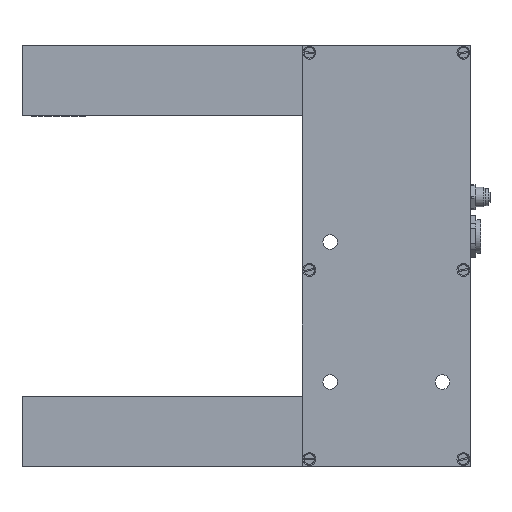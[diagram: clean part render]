
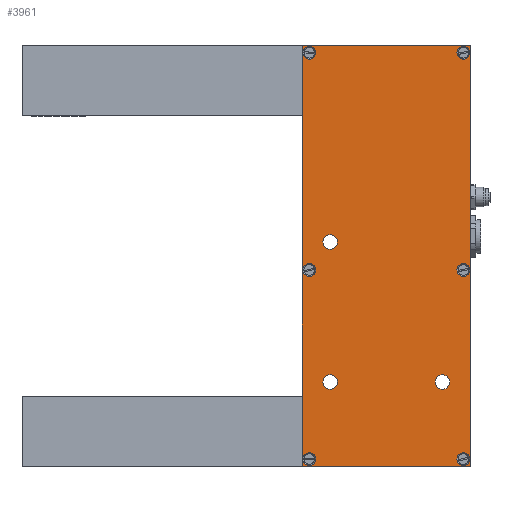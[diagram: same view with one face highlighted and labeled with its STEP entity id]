
A CAD part, top view. The second image highlights one B-rep face of the part: STEP entity #3961.
In plain terms, the highlighted planar face has unit normal (0, 0, 1).
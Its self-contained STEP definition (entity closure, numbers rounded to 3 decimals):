
#233=FACE_BOUND($,#1424,.T.);
#234=FACE_BOUND($,#1425,.T.);
#235=FACE_BOUND($,#1426,.T.);
#236=FACE_BOUND($,#1427,.T.);
#237=FACE_BOUND($,#1428,.T.);
#238=FACE_BOUND($,#1429,.T.);
#239=FACE_BOUND($,#1430,.T.);
#240=FACE_BOUND($,#1431,.T.);
#241=FACE_BOUND($,#1432,.T.);
#449=LINE($,#6835,#666);
#462=LINE($,#6877,#679);
#466=LINE($,#6936,#683);
#467=LINE($,#6937,#684);
#468=LINE($,#6938,#685);
#469=LINE($,#6939,#686);
#666=VECTOR($,#5514,25.);
#679=VECTOR($,#5567,25.);
#683=VECTOR($,#5645,150.);
#684=VECTOR($,#5646,60.);
#685=VECTOR($,#5647,100.);
#686=VECTOR($,#5648,60.);
#1027=FACE_OUTER_BOUND($,#1423,.T.);
#1423=EDGE_LOOP($,(#3485,#3486,#3487,#3488,#3489,#3490));
#1424=EDGE_LOOP($,(#3491));
#1425=EDGE_LOOP($,(#3492));
#1426=EDGE_LOOP($,(#3493));
#1427=EDGE_LOOP($,(#3494));
#1428=EDGE_LOOP($,(#3495));
#1429=EDGE_LOOP($,(#3496));
#1430=EDGE_LOOP($,(#3497));
#1431=EDGE_LOOP($,(#3498));
#1432=EDGE_LOOP($,(#3499));
#1691=CIRCLE($,#4453,2.6);
#1692=CIRCLE($,#4455,2.6);
#1693=CIRCLE($,#4457,2.6);
#1694=CIRCLE($,#4460,2.3);
#1695=CIRCLE($,#4461,2.3);
#1696=CIRCLE($,#4462,2.3);
#1697=CIRCLE($,#4463,2.3);
#1698=CIRCLE($,#4464,2.3);
#1699=CIRCLE($,#4465,2.3);
#2039=VERTEX_POINT($,#6824);
#2042=VERTEX_POINT($,#6834);
#2043=VERTEX_POINT($,#6838);
#2051=VERTEX_POINT($,#6876);
#2065=VERTEX_POINT($,#6924);
#2066=VERTEX_POINT($,#6927);
#2067=VERTEX_POINT($,#6930);
#2068=VERTEX_POINT($,#6934);
#2069=VERTEX_POINT($,#6935);
#2070=VERTEX_POINT($,#6940);
#2071=VERTEX_POINT($,#6942);
#2072=VERTEX_POINT($,#6944);
#2073=VERTEX_POINT($,#6946);
#2074=VERTEX_POINT($,#6948);
#2075=VERTEX_POINT($,#6950);
#2522=EDGE_CURVE($,#2042,#2039,#449,.T.);
#2539=EDGE_CURVE($,#2051,#2043,#462,.T.);
#2555=EDGE_CURVE($,#2065,#2065,#1691,.T.);
#2556=EDGE_CURVE($,#2066,#2066,#1692,.T.);
#2557=EDGE_CURVE($,#2067,#2067,#1693,.T.);
#2558=EDGE_CURVE($,#2068,#2069,#466,.T.);
#2559=EDGE_CURVE($,#2039,#2068,#467,.T.);
#2560=EDGE_CURVE($,#2043,#2042,#468,.T.);
#2561=EDGE_CURVE($,#2069,#2051,#469,.T.);
#2562=EDGE_CURVE($,#2070,#2070,#1694,.T.);
#2563=EDGE_CURVE($,#2071,#2071,#1695,.T.);
#2564=EDGE_CURVE($,#2072,#2072,#1696,.T.);
#2565=EDGE_CURVE($,#2073,#2073,#1697,.T.);
#2566=EDGE_CURVE($,#2074,#2074,#1698,.T.);
#2567=EDGE_CURVE($,#2075,#2075,#1699,.T.);
#3485=ORIENTED_EDGE($,*,*,#2558,.F.);
#3486=ORIENTED_EDGE($,*,*,#2559,.F.);
#3487=ORIENTED_EDGE($,*,*,#2522,.F.);
#3488=ORIENTED_EDGE($,*,*,#2560,.F.);
#3489=ORIENTED_EDGE($,*,*,#2539,.F.);
#3490=ORIENTED_EDGE($,*,*,#2561,.F.);
#3491=ORIENTED_EDGE($,*,*,#2557,.T.);
#3492=ORIENTED_EDGE($,*,*,#2555,.T.);
#3493=ORIENTED_EDGE($,*,*,#2556,.T.);
#3494=ORIENTED_EDGE($,*,*,#2562,.T.);
#3495=ORIENTED_EDGE($,*,*,#2563,.T.);
#3496=ORIENTED_EDGE($,*,*,#2564,.T.);
#3497=ORIENTED_EDGE($,*,*,#2565,.T.);
#3498=ORIENTED_EDGE($,*,*,#2566,.T.);
#3499=ORIENTED_EDGE($,*,*,#2567,.T.);
#3704=PLANE($,#4459);
#3961=ADVANCED_FACE($,(#1027,#233,#234,#235,#236,#237,#238,#239,#240,#241),
#3704,.T.);
#4453=AXIS2_PLACEMENT_3D($,#6925,#5631,#5632);
#4455=AXIS2_PLACEMENT_3D($,#6928,#5635,#5636);
#4457=AXIS2_PLACEMENT_3D($,#6931,#5639,#5640);
#4459=AXIS2_PLACEMENT_3D($,#6933,#5643,#5644);
#4460=AXIS2_PLACEMENT_3D($,#6941,#5649,#5650);
#4461=AXIS2_PLACEMENT_3D($,#6943,#5651,#5652);
#4462=AXIS2_PLACEMENT_3D($,#6945,#5653,#5654);
#4463=AXIS2_PLACEMENT_3D($,#6947,#5655,#5656);
#4464=AXIS2_PLACEMENT_3D($,#6949,#5657,#5658);
#4465=AXIS2_PLACEMENT_3D($,#6951,#5659,#5660);
#5514=DIRECTION($,(0.,1.,0.));
#5567=DIRECTION($,(0.,1.,0.));
#5631=DIRECTION('center_axis',(0.,0.,-1.));
#5632=DIRECTION('ref_axis',(1.,0.,0.));
#5635=DIRECTION('center_axis',(0.,0.,-1.));
#5636=DIRECTION('ref_axis',(1.,0.,0.));
#5639=DIRECTION('center_axis',(0.,0.,-1.));
#5640=DIRECTION('ref_axis',(1.,0.,0.));
#5643=DIRECTION('center_axis',(0.,0.,1.));
#5644=DIRECTION('ref_axis',(1.,0.,0.));
#5645=DIRECTION($,(0.,-1.,0.));
#5646=DIRECTION($,(1.,0.,0.));
#5647=DIRECTION($,(0.,1.,0.));
#5648=DIRECTION($,(-1.,0.,0.));
#5649=DIRECTION('center_axis',(0.,0.,-1.));
#5650=DIRECTION('ref_axis',(1.,0.,0.));
#5651=DIRECTION('center_axis',(0.,0.,-1.));
#5652=DIRECTION('ref_axis',(1.,0.,0.));
#5653=DIRECTION('center_axis',(0.,0.,-1.));
#5654=DIRECTION('ref_axis',(1.,0.,0.));
#5655=DIRECTION('center_axis',(0.,0.,-1.));
#5656=DIRECTION('ref_axis',(1.,0.,0.));
#5657=DIRECTION('center_axis',(0.,0.,-1.));
#5658=DIRECTION('ref_axis',(1.,0.,0.));
#5659=DIRECTION('center_axis',(0.,0.,-1.));
#5660=DIRECTION('ref_axis',(1.,0.,0.));
#6824=CARTESIAN_POINT('',(20.,75.,24.));
#6834=CARTESIAN_POINT('',(20.,50.,24.));
#6835=CARTESIAN_POINT($,(20.,50.,24.));
#6838=CARTESIAN_POINT('',(20.,-50.,24.));
#6876=CARTESIAN_POINT('',(20.,-75.,24.));
#6877=CARTESIAN_POINT($,(20.,-75.,24.));
#6924=CARTESIAN_POINT('',(32.6,-45.,24.));
#6925=CARTESIAN_POINT('Origin',(30.,-45.,24.));
#6927=CARTESIAN_POINT('',(32.6,5.,24.));
#6928=CARTESIAN_POINT('Origin',(30.,5.,24.));
#6930=CARTESIAN_POINT('',(72.6,-45.,24.));
#6931=CARTESIAN_POINT('Origin',(70.,-45.,24.));
#6933=CARTESIAN_POINT('Origin',(50.,0.,24.));
#6934=CARTESIAN_POINT('',(80.,75.,24.));
#6935=CARTESIAN_POINT('',(80.,-75.,24.));
#6936=CARTESIAN_POINT($,(80.,75.,24.));
#6937=CARTESIAN_POINT($,(20.,75.,24.));
#6938=CARTESIAN_POINT($,(20.,-50.,24.));
#6939=CARTESIAN_POINT($,(80.,-75.,24.));
#6940=CARTESIAN_POINT('',(24.8,-72.5,24.));
#6941=CARTESIAN_POINT('Origin',(22.5,-72.5,24.));
#6942=CARTESIAN_POINT('',(79.8,-5.,24.));
#6943=CARTESIAN_POINT('Origin',(77.5,-5.,24.));
#6944=CARTESIAN_POINT('',(24.8,72.5,24.));
#6945=CARTESIAN_POINT('Origin',(22.5,72.5,24.));
#6946=CARTESIAN_POINT('',(79.8,72.5,24.));
#6947=CARTESIAN_POINT('Origin',(77.5,72.5,24.));
#6948=CARTESIAN_POINT('',(24.8,-5.,24.));
#6949=CARTESIAN_POINT('Origin',(22.5,-5.,24.));
#6950=CARTESIAN_POINT('',(79.8,-72.5,24.));
#6951=CARTESIAN_POINT('Origin',(77.5,-72.5,24.));
